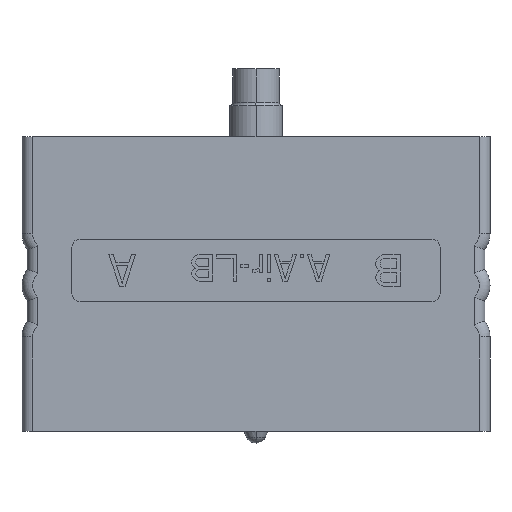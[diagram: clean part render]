
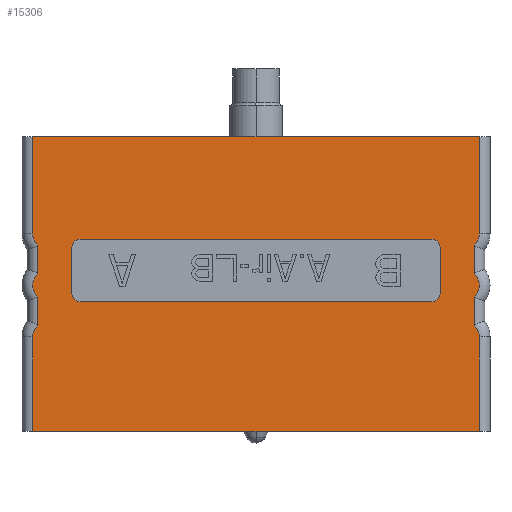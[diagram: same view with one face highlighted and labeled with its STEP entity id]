
A CAD part, front view. The second image highlights one B-rep face of the part: STEP entity #15306.
In plain terms, the highlighted planar face has unit normal (0, -1, 0).
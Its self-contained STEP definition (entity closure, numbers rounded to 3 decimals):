
#1=DIRECTION('',(-1.,0.,0.));
#2=VECTOR('',#1,42.42);
#3=CARTESIAN_POINT('',(21.21,-7.915,-13.865));
#4=LINE('',#3,#2);
#5=DIRECTION('',(1.,0.,0.));
#6=VECTOR('',#5,42.42);
#7=CARTESIAN_POINT('',(-21.21,-7.915,14.125));
#8=LINE('',#7,#6);
#9=DIRECTION('',(0.,0.,1.));
#10=VECTOR('',#9,4.4);
#11=CARTESIAN_POINT('',(17.485,-7.915,-0.79));
#12=LINE('',#11,#10);
#13=CARTESIAN_POINT('',(16.7,-7.915,3.61));
#14=DIRECTION('',(0.,-1.,0.));
#15=DIRECTION('',(1.,0.,0.));
#16=AXIS2_PLACEMENT_3D('',#13,#14,#15);
#18=DIRECTION('',(-1.,0.,0.));
#19=VECTOR('',#18,33.4);
#20=CARTESIAN_POINT('',(16.7,-7.915,4.395));
#21=LINE('',#20,#19);
#22=CARTESIAN_POINT('',(-16.7,-7.915,3.61));
#23=DIRECTION('',(0.,-1.,0.));
#24=DIRECTION('',(0.,0.,1.));
#25=AXIS2_PLACEMENT_3D('',#22,#23,#24);
#27=DIRECTION('',(0.,0.,-1.));
#28=VECTOR('',#27,4.4);
#29=CARTESIAN_POINT('',(-17.485,-7.915,3.61));
#30=LINE('',#29,#28);
#31=CARTESIAN_POINT('',(-16.7,-7.915,-0.79));
#32=DIRECTION('',(0.,-1.,0.));
#33=DIRECTION('',(-1.,0.,0.));
#34=AXIS2_PLACEMENT_3D('',#31,#32,#33);
#36=DIRECTION('',(1.,0.,0.));
#37=VECTOR('',#36,33.4);
#38=CARTESIAN_POINT('',(-16.7,-7.915,-1.575));
#39=LINE('',#38,#37);
#40=CARTESIAN_POINT('',(16.7,-7.915,-0.79));
#41=DIRECTION('',(0.,-1.,0.));
#42=DIRECTION('',(0.,0.,-1.));
#43=AXIS2_PLACEMENT_3D('',#40,#41,#42);
#45=DIRECTION('',(0.,0.,1.));
#46=VECTOR('',#45,9.225);
#47=CARTESIAN_POINT('',(21.21,-7.915,4.9));
#48=LINE('',#47,#46);
#1491=DIRECTION('',(0.,0.,-1.));
#1492=VECTOR('',#1491,9.225);
#1493=CARTESIAN_POINT('',(-21.21,-7.915,14.125));
#1494=LINE('',#1493,#1492);
#1504=CARTESIAN_POINT('',(-19.71,-7.915,4.9));
#1505=DIRECTION('',(0.,-1.,0.));
#1506=DIRECTION('',(-1.,0.,0.));
#1507=AXIS2_PLACEMENT_3D('',#1504,#1505,#1506);
#1519=DIRECTION('',(0.,0.,-1.));
#1520=VECTOR('',#1519,2.664);
#1521=CARTESIAN_POINT('',(-20.71,-7.915,3.782));
#1522=LINE('',#1521,#1520);
#1572=CARTESIAN_POINT('',(-19.71,-7.915,0.));
#1573=DIRECTION('',(0.,-1.,0.));
#1574=DIRECTION('',(-0.667,0.,0.745));
#1575=AXIS2_PLACEMENT_3D('',#1572,#1573,#1574);
#1627=DIRECTION('',(0.,0.,-1.));
#1628=VECTOR('',#1627,2.664);
#1629=CARTESIAN_POINT('',(-20.71,-7.915,-1.118));
#1630=LINE('',#1629,#1628);
#1680=CARTESIAN_POINT('',(-19.71,-7.915,-4.9));
#1681=DIRECTION('',(0.,-1.,0.));
#1682=DIRECTION('',(-0.667,0.,0.745));
#1683=AXIS2_PLACEMENT_3D('',#1680,#1681,#1682);
#1735=DIRECTION('',(0.,0.,-1.));
#1736=VECTOR('',#1735,8.965);
#1737=CARTESIAN_POINT('',(-21.21,-7.915,-4.9));
#1738=LINE('',#1737,#1736);
#1777=DIRECTION('',(0.,0.,1.));
#1778=VECTOR('',#1777,8.965);
#1779=CARTESIAN_POINT('',(21.21,-7.915,-13.865));
#1780=LINE('',#1779,#1778);
#1790=CARTESIAN_POINT('',(19.71,-7.915,-4.9));
#1791=DIRECTION('',(0.,-1.,0.));
#1792=DIRECTION('',(1.,0.,0.));
#1793=AXIS2_PLACEMENT_3D('',#1790,#1791,#1792);
#1805=DIRECTION('',(0.,0.,1.));
#1806=VECTOR('',#1805,2.664);
#1807=CARTESIAN_POINT('',(20.71,-7.915,-3.782));
#1808=LINE('',#1807,#1806);
#1858=CARTESIAN_POINT('',(19.71,-7.915,0.));
#1859=DIRECTION('',(0.,-1.,0.));
#1860=DIRECTION('',(0.667,0.,-0.745));
#1861=AXIS2_PLACEMENT_3D('',#1858,#1859,#1860);
#1913=DIRECTION('',(0.,0.,1.));
#1914=VECTOR('',#1913,2.664);
#1915=CARTESIAN_POINT('',(20.71,-7.915,1.118));
#1916=LINE('',#1915,#1914);
#1966=CARTESIAN_POINT('',(19.71,-7.915,4.9));
#1967=DIRECTION('',(0.,-1.,0.));
#1968=DIRECTION('',(0.667,0.,-0.745));
#1969=AXIS2_PLACEMENT_3D('',#1966,#1967,#1968);
#12551=CARTESIAN_POINT('',(21.21,-7.915,4.9));
#12552=CARTESIAN_POINT('',(21.21,-7.915,14.125));
#12553=VERTEX_POINT('',#12551);
#12554=VERTEX_POINT('',#12552);
#12559=CARTESIAN_POINT('',(20.71,-7.915,3.782));
#12560=VERTEX_POINT('',#12559);
#12563=CARTESIAN_POINT('',(20.71,-7.915,1.118));
#12564=VERTEX_POINT('',#12563);
#12567=CARTESIAN_POINT('',(20.71,-7.915,-1.118));
#12568=VERTEX_POINT('',#12567);
#12571=CARTESIAN_POINT('',(20.71,-7.915,-3.782));
#12572=VERTEX_POINT('',#12571);
#12575=CARTESIAN_POINT('',(21.21,-7.915,-4.9));
#12576=VERTEX_POINT('',#12575);
#12579=CARTESIAN_POINT('',(21.21,-7.915,-13.865));
#12580=VERTEX_POINT('',#12579);
#12583=CARTESIAN_POINT('',(-21.21,-7.915,14.125));
#12584=VERTEX_POINT('',#12583);
#12585=CARTESIAN_POINT('',(-21.21,-7.915,-13.865));
#12586=VERTEX_POINT('',#12585);
#12619=CARTESIAN_POINT('',(-21.21,-7.915,-4.9));
#12620=VERTEX_POINT('',#12619);
#12625=CARTESIAN_POINT('',(-20.71,-7.915,-3.782));
#12626=VERTEX_POINT('',#12625);
#12629=CARTESIAN_POINT('',(-20.71,-7.915,-1.118));
#12630=VERTEX_POINT('',#12629);
#12633=CARTESIAN_POINT('',(-20.71,-7.915,1.118));
#12634=VERTEX_POINT('',#12633);
#12637=CARTESIAN_POINT('',(-20.71,-7.915,3.782));
#12638=VERTEX_POINT('',#12637);
#12641=CARTESIAN_POINT('',(-21.21,-7.915,4.9));
#12642=VERTEX_POINT('',#12641);
#13147=CARTESIAN_POINT('',(17.485,-7.915,-0.79));
#13148=CARTESIAN_POINT('',(17.485,-7.915,3.61));
#13149=VERTEX_POINT('',#13147);
#13150=VERTEX_POINT('',#13148);
#13151=CARTESIAN_POINT('',(16.7,-7.915,4.395));
#13152=VERTEX_POINT('',#13151);
#13153=CARTESIAN_POINT('',(-16.7,-7.915,4.395));
#13154=VERTEX_POINT('',#13153);
#13155=CARTESIAN_POINT('',(-17.485,-7.915,3.61));
#13156=VERTEX_POINT('',#13155);
#13157=CARTESIAN_POINT('',(-17.485,-7.915,-0.79));
#13158=VERTEX_POINT('',#13157);
#13159=CARTESIAN_POINT('',(-16.7,-7.915,-1.575));
#13160=VERTEX_POINT('',#13159);
#13161=CARTESIAN_POINT('',(16.7,-7.915,-1.575));
#13162=VERTEX_POINT('',#13161);
#15249=CARTESIAN_POINT('',(0.,-7.915,0.));
#15250=DIRECTION('',(0.,1.,0.));
#15251=DIRECTION('',(1.,0.,0.));
#15252=AXIS2_PLACEMENT_3D('',#15249,#15250,#15251);
#15253=PLANE('',#15252);
#15255=ORIENTED_EDGE('',*,*,#15254,.F.);
#15257=ORIENTED_EDGE('',*,*,#15256,.F.);
#15259=ORIENTED_EDGE('',*,*,#15258,.F.);
#15261=ORIENTED_EDGE('',*,*,#15260,.F.);
#15263=ORIENTED_EDGE('',*,*,#15262,.F.);
#15265=ORIENTED_EDGE('',*,*,#15264,.F.);
#15267=ORIENTED_EDGE('',*,*,#15266,.F.);
#15269=ORIENTED_EDGE('',*,*,#15268,.T.);
#15271=ORIENTED_EDGE('',*,*,#15270,.F.);
#15273=ORIENTED_EDGE('',*,*,#15272,.F.);
#15275=ORIENTED_EDGE('',*,*,#15274,.F.);
#15277=ORIENTED_EDGE('',*,*,#15276,.F.);
#15279=ORIENTED_EDGE('',*,*,#15278,.F.);
#15281=ORIENTED_EDGE('',*,*,#15280,.F.);
#15283=ORIENTED_EDGE('',*,*,#15282,.F.);
#15285=ORIENTED_EDGE('',*,*,#15284,.T.);
#15286=EDGE_LOOP('',(#15255,#15257,#15259,#15261,#15263,#15265,#15267,#15269,
#15271,#15273,#15275,#15277,#15279,#15281,#15283,#15285));
#15287=FACE_OUTER_BOUND('',#15286,.F.);
#15289=ORIENTED_EDGE('',*,*,#15288,.T.);
#15291=ORIENTED_EDGE('',*,*,#15290,.T.);
#15293=ORIENTED_EDGE('',*,*,#15292,.T.);
#15295=ORIENTED_EDGE('',*,*,#15294,.T.);
#15297=ORIENTED_EDGE('',*,*,#15296,.T.);
#15299=ORIENTED_EDGE('',*,*,#15298,.T.);
#15301=ORIENTED_EDGE('',*,*,#15300,.T.);
#15303=ORIENTED_EDGE('',*,*,#15302,.T.);
#15304=EDGE_LOOP('',(#15289,#15291,#15293,#15295,#15297,#15299,#15301,#15303));
#15305=FACE_BOUND('',#15304,.F.);
#15306=ADVANCED_FACE('',(#15287,#15305),#15253,.F.);
#17=CIRCLE('',#16,0.785);
#26=CIRCLE('',#25,0.785);
#35=CIRCLE('',#34,0.785);
#44=CIRCLE('',#43,0.785);
#1508=CIRCLE('',#1507,1.5);
#1576=CIRCLE('',#1575,1.5);
#1684=CIRCLE('',#1683,1.5);
#1794=CIRCLE('',#1793,1.5);
#1862=CIRCLE('',#1861,1.5);
#1970=CIRCLE('',#1969,1.5);
#15254=EDGE_CURVE('',#12553,#12554,#48,.T.);
#15256=EDGE_CURVE('',#12560,#12553,#1970,.T.);
#15258=EDGE_CURVE('',#12564,#12560,#1916,.T.);
#15260=EDGE_CURVE('',#12568,#12564,#1862,.T.);
#15262=EDGE_CURVE('',#12572,#12568,#1808,.T.);
#15264=EDGE_CURVE('',#12576,#12572,#1794,.T.);
#15266=EDGE_CURVE('',#12580,#12576,#1780,.T.);
#15268=EDGE_CURVE('',#12580,#12586,#4,.T.);
#15270=EDGE_CURVE('',#12620,#12586,#1738,.T.);
#15272=EDGE_CURVE('',#12626,#12620,#1684,.T.);
#15274=EDGE_CURVE('',#12630,#12626,#1630,.T.);
#15276=EDGE_CURVE('',#12634,#12630,#1576,.T.);
#15278=EDGE_CURVE('',#12638,#12634,#1522,.T.);
#15280=EDGE_CURVE('',#12642,#12638,#1508,.T.);
#15282=EDGE_CURVE('',#12584,#12642,#1494,.T.);
#15284=EDGE_CURVE('',#12584,#12554,#8,.T.);
#15288=EDGE_CURVE('',#13149,#13150,#12,.T.);
#15290=EDGE_CURVE('',#13150,#13152,#17,.T.);
#15292=EDGE_CURVE('',#13152,#13154,#21,.T.);
#15294=EDGE_CURVE('',#13154,#13156,#26,.T.);
#15296=EDGE_CURVE('',#13156,#13158,#30,.T.);
#15298=EDGE_CURVE('',#13158,#13160,#35,.T.);
#15300=EDGE_CURVE('',#13160,#13162,#39,.T.);
#15302=EDGE_CURVE('',#13162,#13149,#44,.T.);
